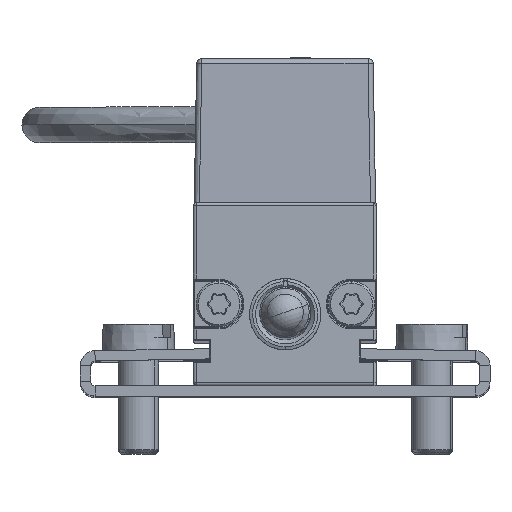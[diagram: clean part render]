
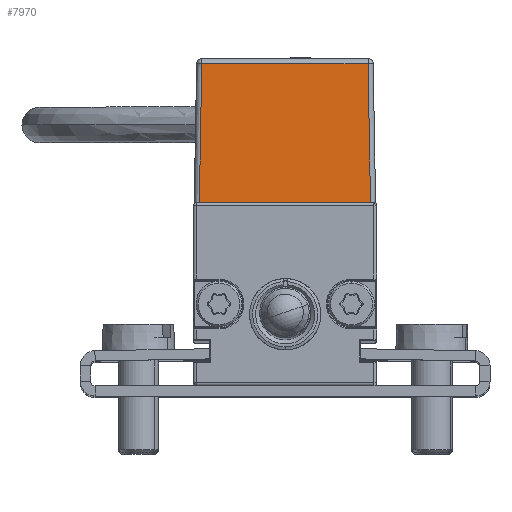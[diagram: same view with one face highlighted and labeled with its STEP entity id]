
A CAD part, top view. The second image highlights one B-rep face of the part: STEP entity #7970.
In plain terms, the highlighted planar face has unit normal (0, 0.018, 1).
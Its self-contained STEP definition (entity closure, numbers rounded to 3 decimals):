
#1952 = EDGE_CURVE ( 'NONE', #28911, #28918, #15688, .T. ) ;
#1960 = EDGE_CURVE ( 'NONE', #28924, #28911, #15717, .T. ) ;
#1961 = EDGE_CURVE ( 'NONE', #28918, #28916, #15720, .T. ) ;
#1962 = EDGE_CURVE ( 'NONE', #28916, #28924, #15723, .T. ) ;
#3193 = ORIENTED_EDGE ( 'NONE', *, *, #1960, .T. ) ;
#3194 = ORIENTED_EDGE ( 'NONE', *, *, #1952, .T. ) ;
#3195 = ORIENTED_EDGE ( 'NONE', *, *, #1961, .T. ) ;
#3196 = ORIENTED_EDGE ( 'NONE', *, *, #1962, .T. ) ;
#7738 = EDGE_LOOP ( 'NONE', ( #3193, #3194, #3195, #3196 ) ) ;
#7970 = ADVANCED_FACE ( 'NONE', ( #29890 ), #29891, .T. ) ;
#11882 = VECTOR ( 'NONE', #15692, 1000. ) ;
#11896 = VECTOR ( 'NONE', #15719, 1000. ) ;
#11910 = VECTOR ( 'NONE', #15725, 1000. ) ;
#11915 = VECTOR ( 'NONE', #15722, 1000. ) ;
#14822 = CARTESIAN_POINT ( 'NONE',  ( 8.129, 31.583, 128.947 ) ) ;
#14826 = CARTESIAN_POINT ( 'NONE',  ( -8.426, 18., 129.184 ) ) ;
#14827 = CARTESIAN_POINT ( 'NONE',  ( -8.189, 31.583, 128.947 ) ) ;
#14830 = CARTESIAN_POINT ( 'NONE',  ( 8.366, 18., 129.184 ) ) ;
#15678 = CARTESIAN_POINT ( 'NONE',  ( -8.929, 31.583, 128.947 ) ) ;
#15688 = LINE ( 'NONE', #15678, #11882 ) ;
#15692 = DIRECTION ( 'NONE',  ( -1., 0., 0. ) ) ;
#15717 = LINE ( 'NONE', #15718, #11896 ) ;
#15718 = CARTESIAN_POINT ( 'NONE',  ( 8.36, 18.302, 129.179 ) ) ;
#15719 = DIRECTION ( 'NONE',  ( -0.017, 1., -0.017 ) ) ;
#15720 = LINE ( 'NONE', #15721, #11915 ) ;
#15721 = CARTESIAN_POINT ( 'NONE',  ( -8.426, 17.991, 129.184 ) ) ;
#15722 = DIRECTION ( 'NONE',  ( -0.017, -1., 0.017 ) ) ;
#15723 = LINE ( 'NONE', #15724, #11910 ) ;
#15724 = CARTESIAN_POINT ( 'NONE',  ( -8.929, 18., 129.184 ) ) ;
#15725 = DIRECTION ( 'NONE',  ( 1., 0., 0. ) ) ;
#26171 = AXIS2_PLACEMENT_3D ( 'NONE', #29901, #29902, #29903 ) ;
#28911 = VERTEX_POINT ( 'NONE', #14822 ) ;
#28916 = VERTEX_POINT ( 'NONE', #14826 ) ;
#28918 = VERTEX_POINT ( 'NONE', #14827 ) ;
#28924 = VERTEX_POINT ( 'NONE', #14830 ) ;
#29890 = FACE_OUTER_BOUND ( 'NONE', #7738, .T. ) ;
#29891 = PLANE ( 'NONE',  #26171 ) ;
#29901 = CARTESIAN_POINT ( 'NONE',  ( -8.929, 18., 129.184 ) ) ;
#29902 = DIRECTION ( 'NONE',  ( 0., 0.017, 1. ) ) ;
#29903 = DIRECTION ( 'NONE',  ( 0., -1., 0.017 ) ) ;
